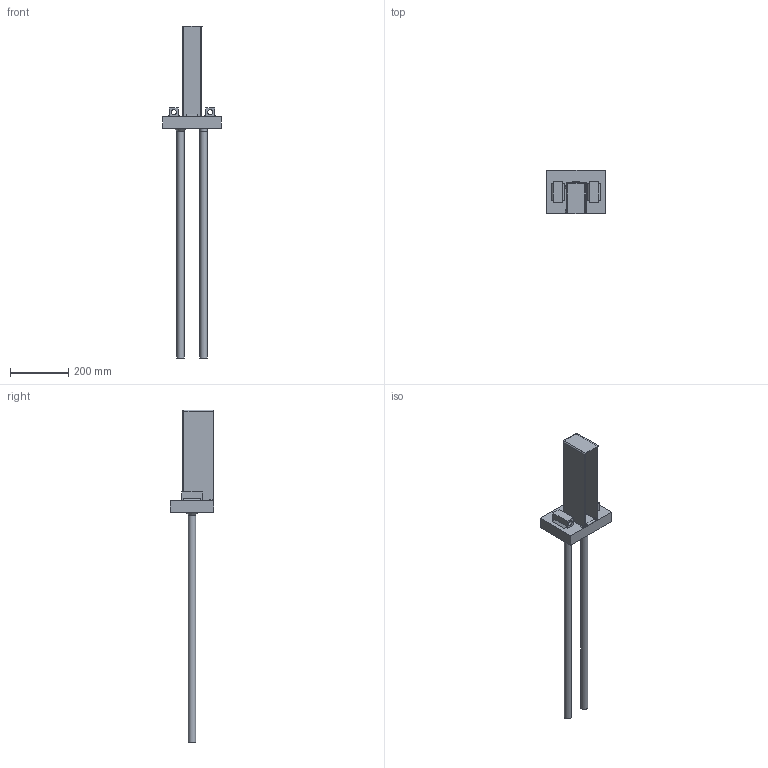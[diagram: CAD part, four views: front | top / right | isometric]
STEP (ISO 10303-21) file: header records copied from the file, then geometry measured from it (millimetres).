
FILE_DESCRIPTION(/* description */ (''),/* implementation_level */ '2;1');
FILE_NAME(/* name */ 'SF 700 Column unit.stp',/* time_stamp */ '2020-04-15T15:27:28+02:00',/* author */ ('Bruker'),/* organization */ (''),/* preprocessor_version */ 'ST-DEVELOPER v18',/* originating_system */ 'Autodesk Inventor 2020',/* authorisation */ '');
FILE_SCHEMA (('AUTOMOTIVE_DESIGN { 1 0 10303 214 3 1 1 }'));
Length unit declared in the file: millimetre
Products named in the file (7): SF 700 Column unit; SF 700 Column unit_1; SF 700-1 U-channel; SF 700-2 Steel plate; SF 700-3 Threaded insert; SF 700-4 Reinforcement bar; SF 700-7 Round bar
Assembly tree (8 placements, depth 2):
  SF 700 Column unit
    SF 700 Column unit_1
    SF 700-1 U-channel
    SF 700-2 Steel plate
    SF 700-3 Threaded insert  x2
    SF 700-4 Reinforcement bar  x2
    SF 700-7 Round bar
Bounding box: 200 x 150 x 1142 mm (x, y, z)
Volume: 2269585.7 mm3; surface area: 441769.4 mm2
Topology: 19 solids, 19 shells, 124 faces, 241 edges, 153 vertices
Faces by surface type: plane 106, cylinder 16, cone 2
Full cylindrical faces by diameter (mm): 0.5 x2, 8 x1, 17.294 x2, 25 x4
Entity records: 3211 total; most frequent: CARTESIAN_POINT 549, DIRECTION 519, ORIENTED_EDGE 444, EDGE_CURVE 222, LINE 181, VECTOR 181, AXIS2_PLACEMENT_3D 169, VERTEX_POINT 140
